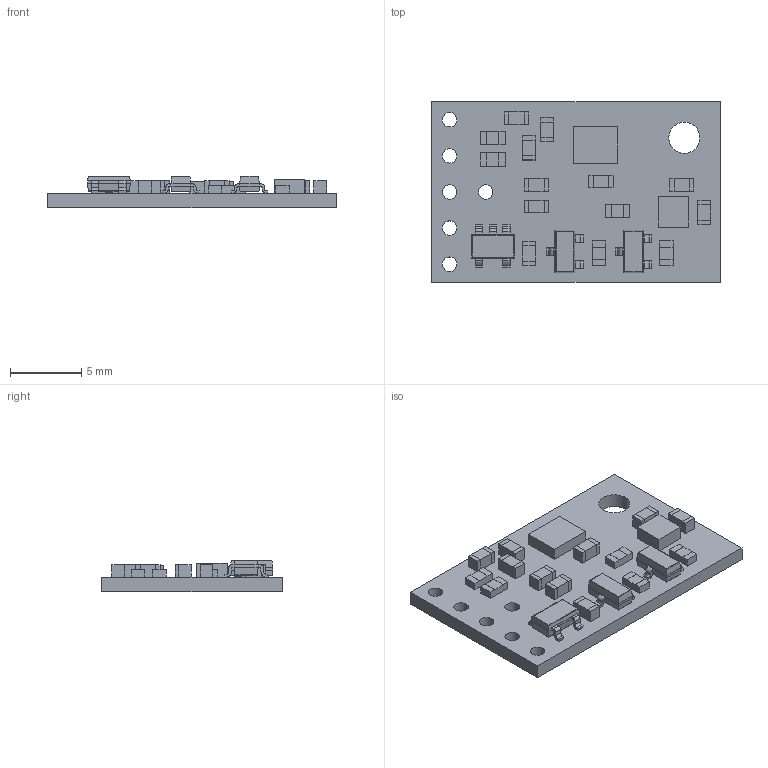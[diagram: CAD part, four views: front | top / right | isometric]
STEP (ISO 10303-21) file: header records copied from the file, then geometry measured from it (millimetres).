
FILE_DESCRIPTION (( 'STEP AP214' ), '1' );
FILE_NAME ('minimu-9-v6-gyro-accelerometer-and-compass.STEP', '2023-05-17T20:44:04', ( '' ), ( '' ), 'SwSTEP 2.0', 'SolidWorks 2023', '' );
FILE_SCHEMA (( 'AUTOMOTIVE_DESIGN' ));
Length unit declared in the file: millimetre
Products named in the file (1): minimu-9-v6-gyro-accelerometer-and-compass
Bounding box: 20.32 x 12.7 x 2.22 mm (x, y, z)
Volume: 296.7 mm3; surface area: 735.7 mm2
Topology: 1 solids, 1 shells, 777 faces, 2041 edges, 1318 vertices
Faces by surface type: plane 526, bspline 169, cylinder 82
Entity records: 38261 total; most frequent: CARTESIAN_POINT 11764, ORIENTED_EDGE 4082, DIRECTION 2959, EDGE_CURVE 2041, VECTOR 1509, LINE 1509, VERTEX_POINT 1318, EDGE_LOOP 859
